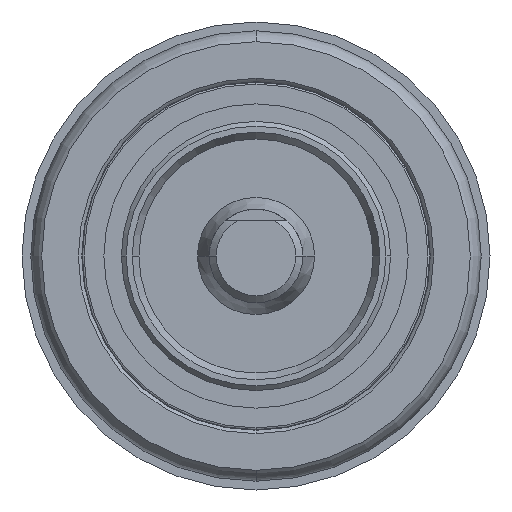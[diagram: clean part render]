
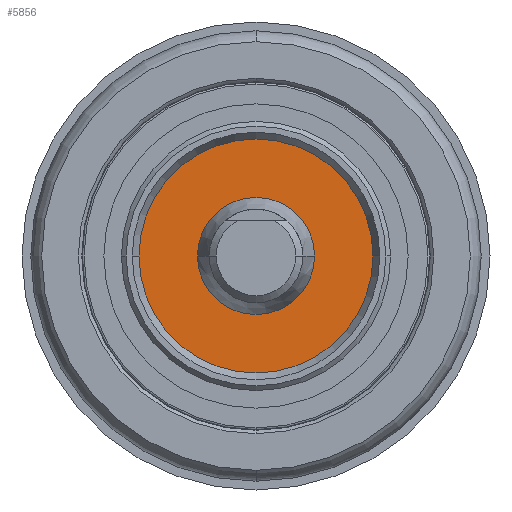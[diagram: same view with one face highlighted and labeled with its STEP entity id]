
A CAD part, left-side view. The second image highlights one B-rep face of the part: STEP entity #5856.
In plain terms, the highlighted planar face has unit normal (-1, 0, 0).
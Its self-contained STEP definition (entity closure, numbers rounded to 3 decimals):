
#1781 = CYLINDRICAL_SURFACE('',#1782,10.);
#1782 = AXIS2_PLACEMENT_3D('',#1783,#1784,#1785);
#1783 = CARTESIAN_POINT('',(-60.5,0.,0.));
#1784 = DIRECTION('',(1.,0.,0.));
#1785 = DIRECTION('',(-0.,1.,0.));
#1878 = EDGE_CURVE('',#1879,#1881,#1883,.T.);
#1879 = VERTEX_POINT('',#1880);
#1880 = CARTESIAN_POINT('',(-60.,-10.,0.));
#1881 = VERTEX_POINT('',#1882);
#1882 = CARTESIAN_POINT('',(-60.,10.,0.));
#1883 = SURFACE_CURVE('',#1884,(#1889,#1896),.PCURVE_S1.);
#1884 = CIRCLE('',#1885,10.);
#1885 = AXIS2_PLACEMENT_3D('',#1886,#1887,#1888);
#1886 = CARTESIAN_POINT('',(-60.,0.,0.));
#1887 = DIRECTION('',(1.,0.,0.));
#1888 = DIRECTION('',(-0.,1.,0.));
#1889 = PCURVE('',#1781,#1890);
#1890 = DEFINITIONAL_REPRESENTATION('',(#1891),#1895);
#1891 = LINE('',#1892,#1893);
#1892 = CARTESIAN_POINT('',(0.,0.5));
#1893 = VECTOR('',#1894,1.);
#1894 = DIRECTION('',(1.,0.));
#1895 = ( GEOMETRIC_REPRESENTATION_CONTEXT(2) 
PARAMETRIC_REPRESENTATION_CONTEXT() REPRESENTATION_CONTEXT('2D SPACE',''
  ) );
#1896 = PCURVE('',#1897,#1902);
#1897 = PLANE('',#1898);
#1898 = AXIS2_PLACEMENT_3D('',#1899,#1900,#1901);
#1899 = CARTESIAN_POINT('',(-60.,7.5,0.));
#1900 = DIRECTION('',(-1.,0.,0.));
#1901 = DIRECTION('',(0.,0.,1.));
#1902 = DEFINITIONAL_REPRESENTATION('',(#1903),#1911);
#1903 = ( BOUNDED_CURVE() B_SPLINE_CURVE(2,(#1904,#1905,#1906,#1907,
#1908,#1909,#1910),.UNSPECIFIED.,.T.,.F.) B_SPLINE_CURVE_WITH_KNOTS((1,2
    ,2,2,2,1),(-2.094,0.,2.094,4.189,
6.283,8.378),.UNSPECIFIED.) CURVE() 
GEOMETRIC_REPRESENTATION_ITEM() RATIONAL_B_SPLINE_CURVE((1.,0.5,1.,0.5,
1.,0.5,1.)) REPRESENTATION_ITEM('') );
#1904 = CARTESIAN_POINT('',(0.,2.5));
#1905 = CARTESIAN_POINT('',(17.321,2.5));
#1906 = CARTESIAN_POINT('',(8.66,-12.5));
#1907 = CARTESIAN_POINT('',(0.,-27.5));
#1908 = CARTESIAN_POINT('',(-8.66,-12.5));
#1909 = CARTESIAN_POINT('',(-17.321,2.5));
#1910 = CARTESIAN_POINT('',(0.,2.5));
#1911 = ( GEOMETRIC_REPRESENTATION_CONTEXT(2) 
PARAMETRIC_REPRESENTATION_CONTEXT() REPRESENTATION_CONTEXT('2D SPACE',''
  ) );
#1927 = CYLINDRICAL_SURFACE('',#1928,10.);
#1928 = AXIS2_PLACEMENT_3D('',#1929,#1930,#1931);
#1929 = CARTESIAN_POINT('',(-60.5,0.,0.));
#1930 = DIRECTION('',(1.,0.,0.));
#1931 = DIRECTION('',(-0.,1.,0.));
#3682 = CYLINDRICAL_SURFACE('',#3683,5.);
#3683 = AXIS2_PLACEMENT_3D('',#3684,#3685,#3686);
#3684 = CARTESIAN_POINT('',(-30.126,0.,0.));
#3685 = DIRECTION('',(1.,0.,0.));
#3686 = DIRECTION('',(-0.,1.,0.));
#4450 = VERTEX_POINT('',#4451);
#4451 = CARTESIAN_POINT('',(-60.,5.,0.));
#4465 = CYLINDRICAL_SURFACE('',#4466,5.);
#4466 = AXIS2_PLACEMENT_3D('',#4467,#4468,#4469);
#4467 = CARTESIAN_POINT('',(-30.126,0.,0.));
#4468 = DIRECTION('',(1.,0.,0.));
#4469 = DIRECTION('',(-0.,1.,0.));
#4479 = VERTEX_POINT('',#4480);
#4480 = CARTESIAN_POINT('',(-60.,-5.,0.));
#4501 = EDGE_CURVE('',#4450,#4479,#4502,.T.);
#4502 = SURFACE_CURVE('',#4503,(#4508,#4515),.PCURVE_S1.);
#4503 = CIRCLE('',#4504,5.);
#4504 = AXIS2_PLACEMENT_3D('',#4505,#4506,#4507);
#4505 = CARTESIAN_POINT('',(-60.,0.,0.));
#4506 = DIRECTION('',(1.,0.,0.));
#4507 = DIRECTION('',(-0.,1.,0.));
#4508 = PCURVE('',#3682,#4509);
#4509 = DEFINITIONAL_REPRESENTATION('',(#4510),#4514);
#4510 = LINE('',#4511,#4512);
#4511 = CARTESIAN_POINT('',(0.,-29.874));
#4512 = VECTOR('',#4513,1.);
#4513 = DIRECTION('',(1.,0.));
#4514 = ( GEOMETRIC_REPRESENTATION_CONTEXT(2) 
PARAMETRIC_REPRESENTATION_CONTEXT() REPRESENTATION_CONTEXT('2D SPACE',''
  ) );
#4515 = PCURVE('',#1897,#4516);
#4516 = DEFINITIONAL_REPRESENTATION('',(#4517),#4525);
#4517 = ( BOUNDED_CURVE() B_SPLINE_CURVE(2,(#4518,#4519,#4520,#4521,
#4522,#4523,#4524),.UNSPECIFIED.,.T.,.F.) B_SPLINE_CURVE_WITH_KNOTS((1,2
    ,2,2,2,1),(-2.094,0.,2.094,4.189,
6.283,8.378),.UNSPECIFIED.) CURVE() 
GEOMETRIC_REPRESENTATION_ITEM() RATIONAL_B_SPLINE_CURVE((1.,0.5,1.,0.5,
1.,0.5,1.)) REPRESENTATION_ITEM('') );
#4518 = CARTESIAN_POINT('',(0.,-2.5));
#4519 = CARTESIAN_POINT('',(8.66,-2.5));
#4520 = CARTESIAN_POINT('',(4.33,-10.));
#4521 = CARTESIAN_POINT('',(0.,-17.5));
#4522 = CARTESIAN_POINT('',(-4.33,-10.));
#4523 = CARTESIAN_POINT('',(-8.66,-2.5));
#4524 = CARTESIAN_POINT('',(0.,-2.5));
#4525 = ( GEOMETRIC_REPRESENTATION_CONTEXT(2) 
PARAMETRIC_REPRESENTATION_CONTEXT() REPRESENTATION_CONTEXT('2D SPACE',''
  ) );
#4971 = EDGE_CURVE('',#4479,#4450,#4972,.T.);
#4972 = SURFACE_CURVE('',#4973,(#4978,#4985),.PCURVE_S1.);
#4973 = CIRCLE('',#4974,5.);
#4974 = AXIS2_PLACEMENT_3D('',#4975,#4976,#4977);
#4975 = CARTESIAN_POINT('',(-60.,0.,0.));
#4976 = DIRECTION('',(1.,0.,0.));
#4977 = DIRECTION('',(-0.,1.,0.));
#4978 = PCURVE('',#4465,#4979);
#4979 = DEFINITIONAL_REPRESENTATION('',(#4980),#4984);
#4980 = LINE('',#4981,#4982);
#4981 = CARTESIAN_POINT('',(0.,-29.874));
#4982 = VECTOR('',#4983,1.);
#4983 = DIRECTION('',(1.,0.));
#4984 = ( GEOMETRIC_REPRESENTATION_CONTEXT(2) 
PARAMETRIC_REPRESENTATION_CONTEXT() REPRESENTATION_CONTEXT('2D SPACE',''
  ) );
#4985 = PCURVE('',#1897,#4986);
#4986 = DEFINITIONAL_REPRESENTATION('',(#4987),#4995);
#4987 = ( BOUNDED_CURVE() B_SPLINE_CURVE(2,(#4988,#4989,#4990,#4991,
#4992,#4993,#4994),.UNSPECIFIED.,.T.,.F.) B_SPLINE_CURVE_WITH_KNOTS((1,2
    ,2,2,2,1),(-2.094,0.,2.094,4.189,
6.283,8.378),.UNSPECIFIED.) CURVE() 
GEOMETRIC_REPRESENTATION_ITEM() RATIONAL_B_SPLINE_CURVE((1.,0.5,1.,0.5,
1.,0.5,1.)) REPRESENTATION_ITEM('') );
#4988 = CARTESIAN_POINT('',(0.,-2.5));
#4989 = CARTESIAN_POINT('',(8.66,-2.5));
#4990 = CARTESIAN_POINT('',(4.33,-10.));
#4991 = CARTESIAN_POINT('',(0.,-17.5));
#4992 = CARTESIAN_POINT('',(-4.33,-10.));
#4993 = CARTESIAN_POINT('',(-8.66,-2.5));
#4994 = CARTESIAN_POINT('',(0.,-2.5));
#4995 = ( GEOMETRIC_REPRESENTATION_CONTEXT(2) 
PARAMETRIC_REPRESENTATION_CONTEXT() REPRESENTATION_CONTEXT('2D SPACE',''
  ) );
#5856 = ADVANCED_FACE('',(#5857,#5886),#1897,.T.);
#5857 = FACE_BOUND('',#5858,.T.);
#5858 = EDGE_LOOP('',(#5859,#5885));
#5859 = ORIENTED_EDGE('',*,*,#5860,.F.);
#5860 = EDGE_CURVE('',#1881,#1879,#5861,.T.);
#5861 = SURFACE_CURVE('',#5862,(#5867,#5878),.PCURVE_S1.);
#5862 = CIRCLE('',#5863,10.);
#5863 = AXIS2_PLACEMENT_3D('',#5864,#5865,#5866);
#5864 = CARTESIAN_POINT('',(-60.,0.,0.));
#5865 = DIRECTION('',(1.,0.,0.));
#5866 = DIRECTION('',(-0.,1.,0.));
#5867 = PCURVE('',#1897,#5868);
#5868 = DEFINITIONAL_REPRESENTATION('',(#5869),#5877);
#5869 = ( BOUNDED_CURVE() B_SPLINE_CURVE(2,(#5870,#5871,#5872,#5873,
#5874,#5875,#5876),.UNSPECIFIED.,.T.,.F.) B_SPLINE_CURVE_WITH_KNOTS((1,2
    ,2,2,2,1),(-2.094,0.,2.094,4.189,
6.283,8.378),.UNSPECIFIED.) CURVE() 
GEOMETRIC_REPRESENTATION_ITEM() RATIONAL_B_SPLINE_CURVE((1.,0.5,1.,0.5,
1.,0.5,1.)) REPRESENTATION_ITEM('') );
#5870 = CARTESIAN_POINT('',(0.,2.5));
#5871 = CARTESIAN_POINT('',(17.321,2.5));
#5872 = CARTESIAN_POINT('',(8.66,-12.5));
#5873 = CARTESIAN_POINT('',(0.,-27.5));
#5874 = CARTESIAN_POINT('',(-8.66,-12.5));
#5875 = CARTESIAN_POINT('',(-17.321,2.5));
#5876 = CARTESIAN_POINT('',(0.,2.5));
#5877 = ( GEOMETRIC_REPRESENTATION_CONTEXT(2) 
PARAMETRIC_REPRESENTATION_CONTEXT() REPRESENTATION_CONTEXT('2D SPACE',''
  ) );
#5878 = PCURVE('',#1927,#5879);
#5879 = DEFINITIONAL_REPRESENTATION('',(#5880),#5884);
#5880 = LINE('',#5881,#5882);
#5881 = CARTESIAN_POINT('',(0.,0.5));
#5882 = VECTOR('',#5883,1.);
#5883 = DIRECTION('',(1.,0.));
#5884 = ( GEOMETRIC_REPRESENTATION_CONTEXT(2) 
PARAMETRIC_REPRESENTATION_CONTEXT() REPRESENTATION_CONTEXT('2D SPACE',''
  ) );
#5885 = ORIENTED_EDGE('',*,*,#1878,.F.);
#5886 = FACE_BOUND('',#5887,.T.);
#5887 = EDGE_LOOP('',(#5888,#5889));
#5888 = ORIENTED_EDGE('',*,*,#4501,.T.);
#5889 = ORIENTED_EDGE('',*,*,#4971,.T.);
